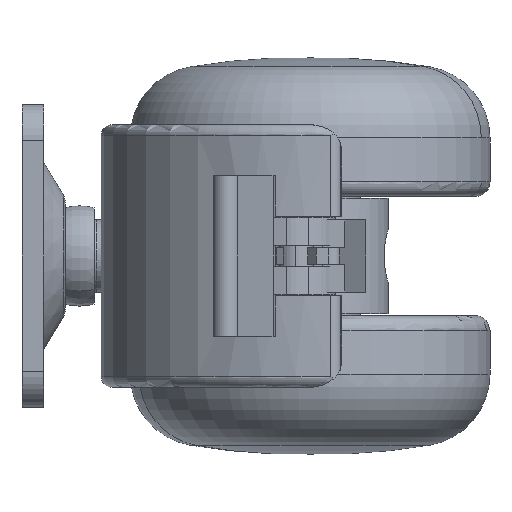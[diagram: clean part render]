
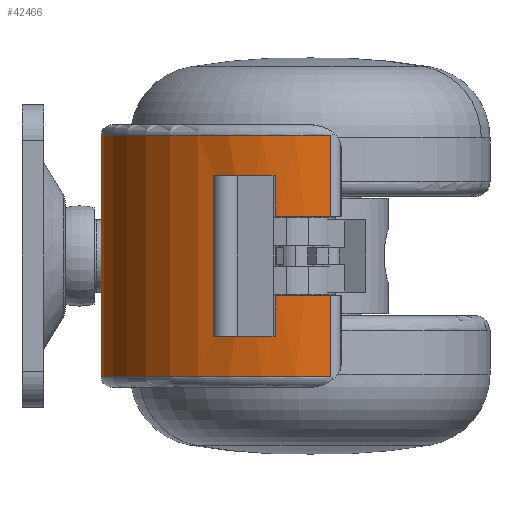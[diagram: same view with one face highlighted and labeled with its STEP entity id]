
A CAD part, left-side view. The second image highlights one B-rep face of the part: STEP entity #42466.
In plain terms, the highlighted cylindrical face has radius 29 mm (diameter 58 mm), a partial arc.
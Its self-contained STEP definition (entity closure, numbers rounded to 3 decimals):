
#673 = ORIENTED_EDGE ( 'NONE', *, *, #33311, .T. ) ;
#760 = LINE ( 'NONE', #34154, #31415 ) ;
#1174 = CARTESIAN_POINT ( 'NONE',  ( -22., -29., -16.75 ) ) ;
#1597 = CARTESIAN_POINT ( 'NONE',  ( -50.858, -31.868, 5.5 ) ) ;
#1926 =( BOUNDED_CURVE ( )  B_SPLINE_CURVE ( 3, ( #33269, #26256, #25801, #39366 ),
 .UNSPECIFIED., .F., .T. ) 
 B_SPLINE_CURVE_WITH_KNOTS ( ( 4, 4 ),
 ( 4.41, 4.429 ),
 .UNSPECIFIED. ) 
 CURVE ( )  GEOMETRIC_REPRESENTATION_ITEM ( )  RATIONAL_B_SPLINE_CURVE ( ( 1., 1., 1., 1. ) ) 
 REPRESENTATION_ITEM ( '' )  );
#2689 = VERTEX_POINT ( 'NONE', #14203 ) ;
#3958 = AXIS2_PLACEMENT_3D ( 'NONE', #32652, #12606, #33085 ) ;
#4039 = CARTESIAN_POINT ( 'NONE',  ( -49.847, -20.904, -5.5 ) ) ;
#4261 = VERTEX_POINT ( 'NONE', #6641 ) ;
#4527 = EDGE_CURVE ( 'NONE', #31981, #9098, #11237, .T. ) ;
#4872 = DIRECTION ( 'NONE',  ( 0.741, -0.671, 0. ) ) ;
#6409 =( BOUNDED_CURVE ( )  B_SPLINE_CURVE ( 3, ( #26125, #35747, #32482, #12666 ),
 .UNSPECIFIED., .F., .T. ) 
 B_SPLINE_CURVE_WITH_KNOTS ( ( 4, 4 ),
 ( 4.995, 5.015 ),
 .UNSPECIFIED. ) 
 CURVE ( )  GEOMETRIC_REPRESENTATION_ITEM ( )  RATIONAL_B_SPLINE_CURVE ( ( 1., 1., 1., 1. ) ) 
 REPRESENTATION_ITEM ( '' )  );
#6630 = EDGE_CURVE ( 'NONE', #17103, #12460, #20581, .T. ) ;
#6641 = CARTESIAN_POINT ( 'NONE',  ( -49.686, -20.37, 1.15 ) ) ;
#6883 = CARTESIAN_POINT ( 'NONE',  ( -50.858, -31.868, -5.5 ) ) ;
#7105 = VECTOR ( 'NONE', #18737, 1000. ) ;
#7518 = EDGE_CURVE ( 'NONE', #31981, #32443, #23974, .T. ) ;
#7526 = CARTESIAN_POINT ( 'NONE',  ( -50.613, -24.281, 1.15 ) ) ;
#7615 = CARTESIAN_POINT ( 'NONE',  ( -22., -29., -1.15 ) ) ;
#7742 = AXIS2_PLACEMENT_3D ( 'NONE', #15337, #26979, #25706 ) ;
#7834 = AXIS2_PLACEMENT_3D ( 'NONE', #13650, #43261, #17368 ) ;
#8179 = CARTESIAN_POINT ( 'NONE',  ( -50.858, -31.868, -30. ) ) ;
#8202 = ORIENTED_EDGE ( 'NONE', *, *, #32338, .T. ) ;
#8956 = ORIENTED_EDGE ( 'NONE', *, *, #21511, .T. ) ;
#9098 = VERTEX_POINT ( 'NONE', #28844 ) ;
#9753 = VECTOR ( 'NONE', #11145, 1000. ) ;
#9770 = VERTEX_POINT ( 'NONE', #33451 ) ;
#9954 = DIRECTION ( 'NONE',  ( 0., 0., -1. ) ) ;
#11145 = DIRECTION ( 'NONE',  ( 0., 0., 1. ) ) ;
#11237 = CIRCLE ( 'NONE', #14044, 29. ) ;
#11932 = DIRECTION ( 'NONE',  ( 0., 0., 1. ) ) ;
#12460 = VERTEX_POINT ( 'NONE', #4039 ) ;
#12606 = DIRECTION ( 'NONE',  ( 0., 0., 1. ) ) ;
#12644 = EDGE_CURVE ( 'NONE', #32443, #17416, #19796, .T. ) ;
#12666 = CARTESIAN_POINT ( 'NONE',  ( -49.686, -20.37, -1.15 ) ) ;
#13557 = AXIS2_PLACEMENT_3D ( 'NONE', #27307, #36728, #13653 ) ;
#13650 = CARTESIAN_POINT ( 'NONE',  ( -22., -29., 16.75 ) ) ;
#13653 = DIRECTION ( 'NONE',  ( -1., 0., 0. ) ) ;
#14044 = AXIS2_PLACEMENT_3D ( 'NONE', #1174, #28001, #38036 ) ;
#14203 = CARTESIAN_POINT ( 'NONE',  ( -49.847, -20.904, 5.5 ) ) ;
#14857 = EDGE_CURVE ( 'NONE', #12460, #9770, #6409, .T. ) ;
#15337 = CARTESIAN_POINT ( 'NONE',  ( -22., -29., 1.15 ) ) ;
#15396 = EDGE_CURVE ( 'NONE', #9098, #17103, #41989, .T. ) ;
#16077 = VERTEX_POINT ( 'NONE', #7526 ) ;
#17005 = CARTESIAN_POINT ( 'NONE',  ( -22., 0., 16.75 ) ) ;
#17103 = VERTEX_POINT ( 'NONE', #6883 ) ;
#17335 = CARTESIAN_POINT ( 'NONE',  ( -50.858, -31.868, 16.75 ) ) ;
#17368 = DIRECTION ( 'NONE',  ( 1., 0., 0. ) ) ;
#17416 = VERTEX_POINT ( 'NONE', #17335 ) ;
#17838 = CIRCLE ( 'NONE', #34694, 29. ) ;
#18340 = CARTESIAN_POINT ( 'NONE',  ( -22., 0., -16.75 ) ) ;
#18737 = DIRECTION ( 'NONE',  ( 0., 0., 1. ) ) ;
#19796 = CIRCLE ( 'NONE', #7834, 29. ) ;
#19844 = CARTESIAN_POINT ( 'NONE',  ( -50.613, -24.281, -1.15 ) ) ;
#20581 = CIRCLE ( 'NONE', #13557, 29. ) ;
#20706 = FACE_OUTER_BOUND ( 'NONE', #32697, .T. ) ;
#21046 = DIRECTION ( 'NONE',  ( 0., 0., 1. ) ) ;
#21511 = EDGE_CURVE ( 'NONE', #21805, #17416, #22103, .T. ) ;
#21681 = VERTEX_POINT ( 'NONE', #19844 ) ;
#21805 = VERTEX_POINT ( 'NONE', #1597 ) ;
#21829 = ORIENTED_EDGE ( 'NONE', *, *, #14857, .T. ) ;
#22103 = LINE ( 'NONE', #36143, #7105 ) ;
#22290 = ORIENTED_EDGE ( 'NONE', *, *, #12644, .F. ) ;
#23738 = ORIENTED_EDGE ( 'NONE', *, *, #25767, .T. ) ;
#23974 = LINE ( 'NONE', #40798, #9753 ) ;
#25164 = EDGE_CURVE ( 'NONE', #4261, #2689, #1926, .T. ) ;
#25521 = VECTOR ( 'NONE', #11932, 1000. ) ;
#25706 = DIRECTION ( 'NONE',  ( -1., 0., 0. ) ) ;
#25767 = EDGE_CURVE ( 'NONE', #16077, #4261, #28172, .T. ) ;
#25801 = CARTESIAN_POINT ( 'NONE',  ( -49.795, -20.726, 4.046 ) ) ;
#25939 = AXIS2_PLACEMENT_3D ( 'NONE', #28431, #41286, #4872 ) ;
#26061 = ORIENTED_EDGE ( 'NONE', *, *, #4527, .T. ) ;
#26125 = CARTESIAN_POINT ( 'NONE',  ( -49.847, -20.904, -5.5 ) ) ;
#26256 = CARTESIAN_POINT ( 'NONE',  ( -49.741, -20.548, 2.596 ) ) ;
#26979 = DIRECTION ( 'NONE',  ( 0., 0., -1. ) ) ;
#27307 = CARTESIAN_POINT ( 'NONE',  ( -22., -29., -5.5 ) ) ;
#27751 = ORIENTED_EDGE ( 'NONE', *, *, #15396, .T. ) ;
#28001 = DIRECTION ( 'NONE',  ( 0., 0., 1. ) ) ;
#28172 = CIRCLE ( 'NONE', #7742, 29. ) ;
#28431 = CARTESIAN_POINT ( 'NONE',  ( -22., -29., 18.25 ) ) ;
#28844 = CARTESIAN_POINT ( 'NONE',  ( -50.858, -31.868, -16.75 ) ) ;
#30780 = ORIENTED_EDGE ( 'NONE', *, *, #25164, .T. ) ;
#31186 = DIRECTION ( 'NONE',  ( 1., 0., 0. ) ) ;
#31415 = VECTOR ( 'NONE', #9954, 1000. ) ;
#31981 = VERTEX_POINT ( 'NONE', #18340 ) ;
#32338 = EDGE_CURVE ( 'NONE', #9770, #21681, #17838, .T. ) ;
#32443 = VERTEX_POINT ( 'NONE', #17005 ) ;
#32482 = CARTESIAN_POINT ( 'NONE',  ( -49.741, -20.548, -2.596 ) ) ;
#32652 = CARTESIAN_POINT ( 'NONE',  ( -22., -29., 5.5 ) ) ;
#32697 = EDGE_LOOP ( 'NONE', ( #43244, #23738, #30780, #673, #8956, #22290, #34462, #26061, #27751, #40969, #21829, #8202 ) ) ;
#32725 = CIRCLE ( 'NONE', #3958, 29. ) ;
#33085 = DIRECTION ( 'NONE',  ( 1., 0., 0. ) ) ;
#33269 = CARTESIAN_POINT ( 'NONE',  ( -49.686, -20.37, 1.15 ) ) ;
#33311 = EDGE_CURVE ( 'NONE', #2689, #21805, #32725, .T. ) ;
#33451 = CARTESIAN_POINT ( 'NONE',  ( -49.686, -20.37, -1.15 ) ) ;
#34154 = CARTESIAN_POINT ( 'NONE',  ( -50.613, -24.281, 18.25 ) ) ;
#34462 = ORIENTED_EDGE ( 'NONE', *, *, #7518, .F. ) ;
#34542 = CYLINDRICAL_SURFACE ( 'NONE', #25939, 29. ) ;
#34694 = AXIS2_PLACEMENT_3D ( 'NONE', #7615, #21046, #31186 ) ;
#35747 = CARTESIAN_POINT ( 'NONE',  ( -49.795, -20.726, -4.046 ) ) ;
#36143 = CARTESIAN_POINT ( 'NONE',  ( -50.858, -31.868, -30. ) ) ;
#36728 = DIRECTION ( 'NONE',  ( 0., 0., -1. ) ) ;
#38036 = DIRECTION ( 'NONE',  ( 1., 0., 0. ) ) ;
#38750 = EDGE_CURVE ( 'NONE', #16077, #21681, #760, .T. ) ;
#39366 = CARTESIAN_POINT ( 'NONE',  ( -49.847, -20.904, 5.5 ) ) ;
#40798 = CARTESIAN_POINT ( 'NONE',  ( -22., 0., -16.75 ) ) ;
#40969 = ORIENTED_EDGE ( 'NONE', *, *, #6630, .T. ) ;
#41286 = DIRECTION ( 'NONE',  ( 0., 0., 1. ) ) ;
#41989 = LINE ( 'NONE', #8179, #25521 ) ;
#42466 = ADVANCED_FACE ( 'NONE', ( #20706 ), #34542, .T. ) ;
#43244 = ORIENTED_EDGE ( 'NONE', *, *, #38750, .F. ) ;
#43261 = DIRECTION ( 'NONE',  ( 0., 0., 1. ) ) ;
